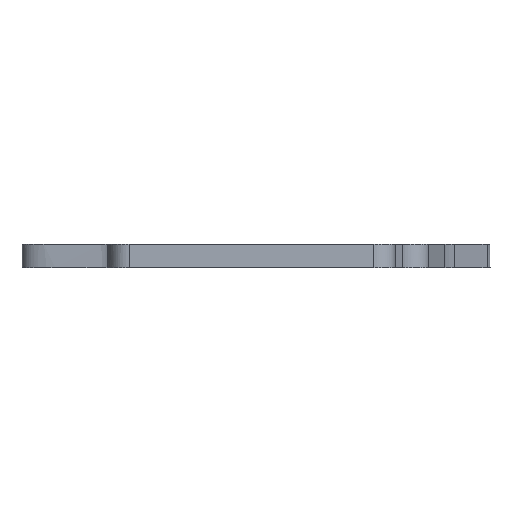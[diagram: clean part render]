
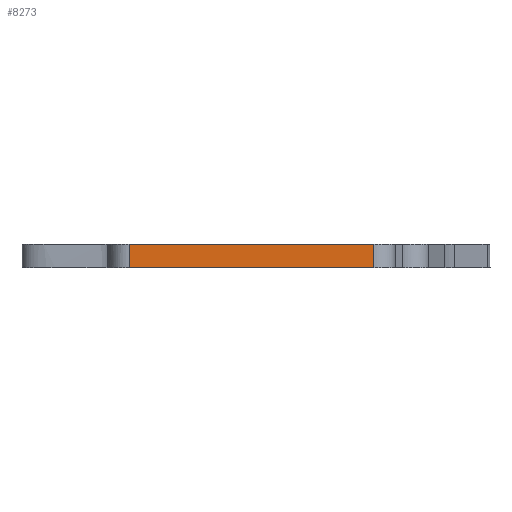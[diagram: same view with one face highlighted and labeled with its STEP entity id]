
A CAD part, left-side view. The second image highlights one B-rep face of the part: STEP entity #8273.
In plain terms, the highlighted planar face has unit normal (-1, 0, 0).
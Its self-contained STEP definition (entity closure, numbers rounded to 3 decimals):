
#1494=FACE_OUTER_BOUND('',#1968,.T.);
#1968=EDGE_LOOP('',(#7708,#7709,#7710,#7711));
#2148=LINE('',#12329,#2700);
#2310=LINE('',#14592,#2862);
#2311=LINE('',#14620,#2863);
#2319=LINE('',#14687,#2871);
#2700=VECTOR('',#8910,10.);
#2862=VECTOR('',#9222,10.);
#2863=VECTOR('',#9223,10.);
#2871=VECTOR('',#9233,10.);
#3497=VERTEX_POINT('',#12317);
#3498=VERTEX_POINT('',#12328);
#3851=VERTEX_POINT('',#14581);
#3852=VERTEX_POINT('',#14619);
#4427=EDGE_CURVE('',#3498,#3497,#2148,.T.);
#4876=EDGE_CURVE('',#3497,#3851,#2310,.T.);
#4877=EDGE_CURVE('',#3498,#3852,#2311,.T.);
#4889=EDGE_CURVE('',#3852,#3851,#2319,.T.);
#7708=ORIENTED_EDGE('',*,*,#4427,.T.);
#7709=ORIENTED_EDGE('',*,*,#4876,.T.);
#7710=ORIENTED_EDGE('',*,*,#4889,.F.);
#7711=ORIENTED_EDGE('',*,*,#4877,.F.);
#7869=PLANE('',#8581);
#8273=ADVANCED_FACE('',(#1494),#7869,.T.);
#8581=AXIS2_PLACEMENT_3D('',#17269,#9727,#9728);
#8910=DIRECTION('',(0.,-1.,0.));
#9222=DIRECTION('',(0.,0.,1.));
#9223=DIRECTION('',(0.,0.,1.));
#9233=DIRECTION('',(0.,-1.,0.));
#9727=DIRECTION('center_axis',(-1.,0.,0.));
#9728=DIRECTION('ref_axis',(0.,-1.,0.));
#12317=CARTESIAN_POINT('',(-69.005,-24.916,0.));
#12328=CARTESIAN_POINT('',(-69.005,26.884,0.));
#12329=CARTESIAN_POINT('',(-69.005,26.884,0.));
#14581=CARTESIAN_POINT('',(-69.005,-24.916,4.9));
#14592=CARTESIAN_POINT('',(-69.005,-24.916,0.));
#14619=CARTESIAN_POINT('',(-69.005,26.884,4.9));
#14620=CARTESIAN_POINT('',(-69.005,26.884,0.));
#14687=CARTESIAN_POINT('',(-69.005,26.884,4.9));
#17269=CARTESIAN_POINT('Origin',(-69.005,26.884,0.));
